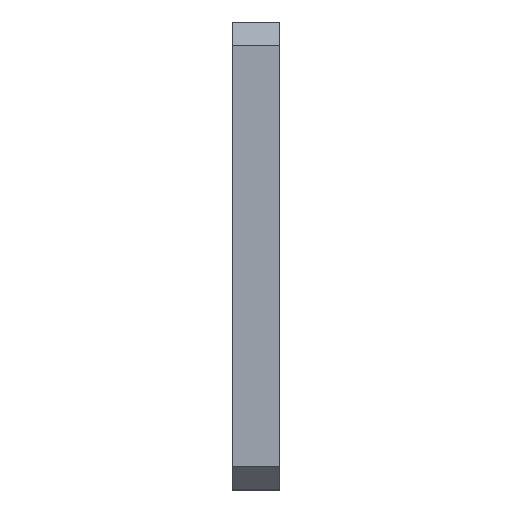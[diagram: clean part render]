
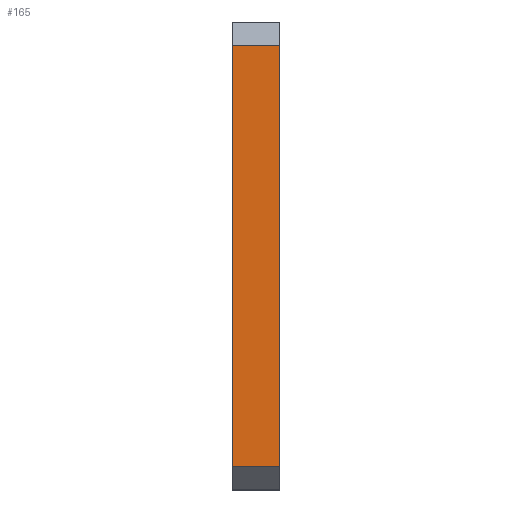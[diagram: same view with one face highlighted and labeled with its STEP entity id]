
A CAD part, left-side view. The second image highlights one B-rep face of the part: STEP entity #165.
In plain terms, the highlighted planar face has unit normal (-1, 0, 0).
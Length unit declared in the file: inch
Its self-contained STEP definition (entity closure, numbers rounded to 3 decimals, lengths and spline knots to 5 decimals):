
#2 = VERTEX_POINT ( 'NONE', #130 ) ;
#19 = PLANE ( 'NONE',  #387 ) ;
#39 = VECTOR ( 'NONE', #281, 39.37008 ) ;
#60 = LINE ( 'NONE', #632, #39 ) ;
#87 = VECTOR ( 'NONE', #458, 39.37008 ) ;
#95 = CARTESIAN_POINT ( 'NONE',  ( -1.25, 0.126, 1.125 ) ) ;
#108 = VECTOR ( 'NONE', #653, 39.37008 ) ;
#130 = CARTESIAN_POINT ( 'NONE',  ( -1.25, 0.126, 1.125 ) ) ;
#155 = VECTOR ( 'NONE', #646, 39.37008 ) ;
#165 = ADVANCED_FACE ( 'NONE', ( #202 ), #19, .F. ) ;
#178 = EDGE_CURVE ( 'NONE', #864, #600, #722, .T. ) ;
#202 = FACE_OUTER_BOUND ( 'NONE', #540, .T. ) ;
#241 = CARTESIAN_POINT ( 'NONE',  ( -1.25, 0.126, -1.125 ) ) ;
#278 = CARTESIAN_POINT ( 'NONE',  ( -1.25, 0.126, -1.25 ) ) ;
#281 = DIRECTION ( 'NONE',  ( 0., 0., 1. ) ) ;
#283 = CARTESIAN_POINT ( 'NONE',  ( -1.25, -0.126, -1.25 ) ) ;
#305 = VERTEX_POINT ( 'NONE', #553 ) ;
#332 = CARTESIAN_POINT ( 'NONE',  ( -1.25, -0.126, -1.125 ) ) ;
#382 = ORIENTED_EDGE ( 'NONE', *, *, #178, .T. ) ;
#387 = AXIS2_PLACEMENT_3D ( 'NONE', #278, #772, #418 ) ;
#418 = DIRECTION ( 'NONE',  ( 0., 0., -1. ) ) ;
#458 = DIRECTION ( 'NONE',  ( 0., -1., 0. ) ) ;
#460 = LINE ( 'NONE', #95, #108 ) ;
#473 = EDGE_CURVE ( 'NONE', #305, #2, #60, .T. ) ;
#506 = CARTESIAN_POINT ( 'NONE',  ( -1.25, -0.126, 1.125 ) ) ;
#540 = EDGE_LOOP ( 'NONE', ( #382, #756, #685, #777 ) ) ;
#553 = CARTESIAN_POINT ( 'NONE',  ( -1.25, 0.126, -1.125 ) ) ;
#600 = VERTEX_POINT ( 'NONE', #506 ) ;
#610 = EDGE_CURVE ( 'NONE', #600, #2, #460, .T. ) ;
#632 = CARTESIAN_POINT ( 'NONE',  ( -1.25, 0.126, -1.25 ) ) ;
#646 = DIRECTION ( 'NONE',  ( 0., 0., 1. ) ) ;
#653 = DIRECTION ( 'NONE',  ( 0., 1., 0. ) ) ;
#685 = ORIENTED_EDGE ( 'NONE', *, *, #473, .F. ) ;
#722 = LINE ( 'NONE', #283, #155 ) ;
#756 = ORIENTED_EDGE ( 'NONE', *, *, #610, .T. ) ;
#772 = DIRECTION ( 'NONE',  ( 1., 0., 0. ) ) ;
#777 = ORIENTED_EDGE ( 'NONE', *, *, #786, .T. ) ;
#786 = EDGE_CURVE ( 'NONE', #305, #864, #788, .T. ) ;
#788 = LINE ( 'NONE', #241, #87 ) ;
#864 = VERTEX_POINT ( 'NONE', #332 ) ;
